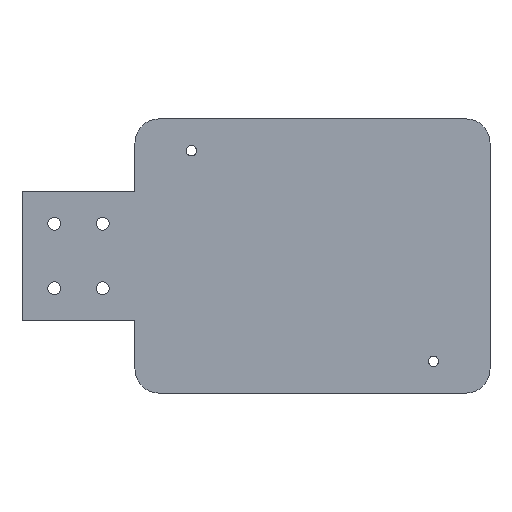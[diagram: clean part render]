
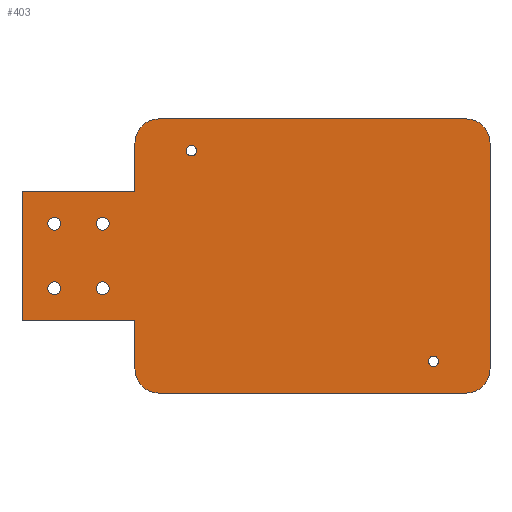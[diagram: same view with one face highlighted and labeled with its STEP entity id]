
A CAD part, top view. The second image highlights one B-rep face of the part: STEP entity #403.
In plain terms, the highlighted planar face has unit normal (0, 0, 1).
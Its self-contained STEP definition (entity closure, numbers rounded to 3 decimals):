
#15=FACE_BOUND('',#76,.T.);
#16=FACE_BOUND('',#77,.T.);
#17=FACE_BOUND('',#78,.T.);
#18=FACE_BOUND('',#79,.T.);
#19=FACE_BOUND('',#80,.T.);
#20=FACE_BOUND('',#81,.T.);
#35=PLANE('',#457);
#55=FACE_OUTER_BOUND('',#75,.T.);
#75=EDGE_LOOP('',(#339,#340,#341,#342,#343,#344,#345,#346,#347,#348,#349,
#350));
#76=EDGE_LOOP('',(#351));
#77=EDGE_LOOP('',(#352));
#78=EDGE_LOOP('',(#353));
#79=EDGE_LOOP('',(#354));
#80=EDGE_LOOP('',(#355));
#81=EDGE_LOOP('',(#356));
#97=LINE('',#619,#131);
#100=LINE('',#625,#134);
#103=LINE('',#631,#137);
#106=LINE('',#637,#140);
#110=LINE('',#649,#144);
#114=LINE('',#661,#148);
#118=LINE('',#673,#152);
#122=LINE('',#683,#156);
#131=VECTOR('',#507,10.);
#134=VECTOR('',#512,10.);
#137=VECTOR('',#517,10.);
#140=VECTOR('',#522,10.);
#144=VECTOR('',#534,10.);
#148=VECTOR('',#546,10.);
#152=VECTOR('',#558,10.);
#156=VECTOR('',#570,10.);
#158=CIRCLE('',#421,4.);
#160=CIRCLE('',#424,4.);
#162=CIRCLE('',#427,4.);
#164=CIRCLE('',#430,4.);
#165=CIRCLE('',#432,3.162);
#167=CIRCLE('',#435,3.202);
#170=CIRCLE('',#443,15.);
#172=CIRCLE('',#447,15.);
#174=CIRCLE('',#451,15.);
#176=CIRCLE('',#455,15.);
#178=VERTEX_POINT('',#579);
#180=VERTEX_POINT('',#585);
#182=VERTEX_POINT('',#591);
#184=VERTEX_POINT('',#597);
#185=VERTEX_POINT('',#601);
#187=VERTEX_POINT('',#607);
#191=VERTEX_POINT('',#616);
#192=VERTEX_POINT('',#618);
#194=VERTEX_POINT('',#624);
#196=VERTEX_POINT('',#630);
#198=VERTEX_POINT('',#636);
#200=VERTEX_POINT('',#642);
#202=VERTEX_POINT('',#648);
#204=VERTEX_POINT('',#654);
#206=VERTEX_POINT('',#660);
#208=VERTEX_POINT('',#666);
#210=VERTEX_POINT('',#672);
#212=VERTEX_POINT('',#678);
#215=EDGE_CURVE('',#178,#178,#158,.T.);
#218=EDGE_CURVE('',#180,#180,#160,.T.);
#221=EDGE_CURVE('',#182,#182,#162,.T.);
#224=EDGE_CURVE('',#184,#184,#164,.T.);
#225=EDGE_CURVE('',#185,#185,#165,.T.);
#228=EDGE_CURVE('',#187,#187,#167,.T.);
#233=EDGE_CURVE('',#192,#191,#97,.T.);
#236=EDGE_CURVE('',#194,#192,#100,.T.);
#239=EDGE_CURVE('',#196,#194,#103,.T.);
#242=EDGE_CURVE('',#198,#196,#106,.T.);
#245=EDGE_CURVE('',#200,#198,#170,.T.);
#248=EDGE_CURVE('',#202,#200,#110,.T.);
#251=EDGE_CURVE('',#204,#202,#172,.T.);
#254=EDGE_CURVE('',#206,#204,#114,.T.);
#257=EDGE_CURVE('',#208,#206,#174,.T.);
#260=EDGE_CURVE('',#210,#208,#118,.T.);
#263=EDGE_CURVE('',#212,#210,#176,.T.);
#266=EDGE_CURVE('',#191,#212,#122,.T.);
#339=ORIENTED_EDGE('',*,*,#266,.T.);
#340=ORIENTED_EDGE('',*,*,#263,.T.);
#341=ORIENTED_EDGE('',*,*,#260,.T.);
#342=ORIENTED_EDGE('',*,*,#257,.T.);
#343=ORIENTED_EDGE('',*,*,#254,.T.);
#344=ORIENTED_EDGE('',*,*,#251,.T.);
#345=ORIENTED_EDGE('',*,*,#248,.T.);
#346=ORIENTED_EDGE('',*,*,#245,.T.);
#347=ORIENTED_EDGE('',*,*,#242,.T.);
#348=ORIENTED_EDGE('',*,*,#239,.T.);
#349=ORIENTED_EDGE('',*,*,#236,.T.);
#350=ORIENTED_EDGE('',*,*,#233,.T.);
#351=ORIENTED_EDGE('',*,*,#215,.T.);
#352=ORIENTED_EDGE('',*,*,#218,.T.);
#353=ORIENTED_EDGE('',*,*,#221,.T.);
#354=ORIENTED_EDGE('',*,*,#224,.T.);
#355=ORIENTED_EDGE('',*,*,#228,.T.);
#356=ORIENTED_EDGE('',*,*,#225,.T.);
#403=ADVANCED_FACE('',(#55,#15,#16,#17,#18,#19,#20),#35,.T.);
#421=AXIS2_PLACEMENT_3D('',#581,#466,#467);
#424=AXIS2_PLACEMENT_3D('',#587,#473,#474);
#427=AXIS2_PLACEMENT_3D('',#593,#480,#481);
#430=AXIS2_PLACEMENT_3D('',#599,#487,#488);
#432=AXIS2_PLACEMENT_3D('',#602,#491,#492);
#435=AXIS2_PLACEMENT_3D('',#608,#498,#499);
#443=AXIS2_PLACEMENT_3D('',#643,#528,#529);
#447=AXIS2_PLACEMENT_3D('',#655,#540,#541);
#451=AXIS2_PLACEMENT_3D('',#667,#552,#553);
#455=AXIS2_PLACEMENT_3D('',#679,#564,#565);
#457=AXIS2_PLACEMENT_3D('',#684,#571,#572);
#466=DIRECTION('center_axis',(0.,0.,-1.));
#467=DIRECTION('ref_axis',(1.,0.,0.));
#473=DIRECTION('center_axis',(0.,0.,-1.));
#474=DIRECTION('ref_axis',(1.,0.,0.));
#480=DIRECTION('center_axis',(0.,0.,-1.));
#481=DIRECTION('ref_axis',(1.,0.,0.));
#487=DIRECTION('center_axis',(0.,0.,-1.));
#488=DIRECTION('ref_axis',(1.,0.,0.));
#491=DIRECTION('center_axis',(0.,0.,-1.));
#492=DIRECTION('ref_axis',(1.,0.,0.));
#498=DIRECTION('center_axis',(0.,0.,-1.));
#499=DIRECTION('ref_axis',(1.,0.,0.));
#507=DIRECTION('',(1.,0.,0.));
#512=DIRECTION('',(0.,-1.,0.));
#517=DIRECTION('',(-1.,0.,0.));
#522=DIRECTION('',(0.,-1.,0.));
#528=DIRECTION('center_axis',(0.,0.,1.));
#529=DIRECTION('ref_axis',(0.,1.,0.));
#534=DIRECTION('',(-1.,0.,0.));
#540=DIRECTION('center_axis',(0.,0.,1.));
#541=DIRECTION('ref_axis',(1.,0.,0.));
#546=DIRECTION('',(0.,1.,0.));
#552=DIRECTION('center_axis',(0.,0.,1.));
#553=DIRECTION('ref_axis',(0.,-1.,0.));
#558=DIRECTION('',(1.,0.,0.));
#564=DIRECTION('center_axis',(0.,0.,1.));
#565=DIRECTION('ref_axis',(-1.,0.,0.));
#570=DIRECTION('',(0.,-1.,0.));
#571=DIRECTION('center_axis',(0.,0.,1.));
#572=DIRECTION('ref_axis',(1.,0.,0.));
#579=CARTESIAN_POINT('',(-124.,-25.75,3.));
#581=CARTESIAN_POINT('Origin',(-120.,-25.75,3.));
#585=CARTESIAN_POINT('',(-154.,14.25,3.));
#587=CARTESIAN_POINT('Origin',(-150.,14.25,3.));
#591=CARTESIAN_POINT('',(-154.,-25.75,3.));
#593=CARTESIAN_POINT('Origin',(-150.,-25.75,3.));
#597=CARTESIAN_POINT('',(-124.,14.25,3.));
#599=CARTESIAN_POINT('Origin',(-120.,14.25,3.));
#601=CARTESIAN_POINT('',(81.838,-71.,3.));
#602=CARTESIAN_POINT('Origin',(85.,-71.,3.));
#607=CARTESIAN_POINT('',(-68.202,59.5,3.));
#608=CARTESIAN_POINT('Origin',(-65.,59.5,3.));
#616=CARTESIAN_POINT('',(-100.,-45.75,3.));
#618=CARTESIAN_POINT('',(-170.,-45.75,3.));
#619=CARTESIAN_POINT('',(-100.,-45.75,3.));
#624=CARTESIAN_POINT('',(-170.,34.25,3.));
#625=CARTESIAN_POINT('',(-170.,-45.75,3.));
#630=CARTESIAN_POINT('',(-100.,34.25,3.));
#631=CARTESIAN_POINT('',(-170.,34.25,3.));
#636=CARTESIAN_POINT('',(-100.,64.25,3.));
#637=CARTESIAN_POINT('',(-100.,-75.75,3.));
#642=CARTESIAN_POINT('',(-85.,79.25,3.));
#643=CARTESIAN_POINT('Origin',(-85.,64.25,3.));
#648=CARTESIAN_POINT('',(105.,79.25,3.));
#649=CARTESIAN_POINT('',(-85.,79.25,3.));
#654=CARTESIAN_POINT('',(120.,64.25,3.));
#655=CARTESIAN_POINT('Origin',(105.,64.25,3.));
#660=CARTESIAN_POINT('',(120.,-75.75,3.));
#661=CARTESIAN_POINT('',(120.,64.25,3.));
#666=CARTESIAN_POINT('',(105.,-90.75,3.));
#667=CARTESIAN_POINT('Origin',(105.,-75.75,3.));
#672=CARTESIAN_POINT('',(-85.,-90.75,3.));
#673=CARTESIAN_POINT('',(105.,-90.75,3.));
#678=CARTESIAN_POINT('',(-100.,-75.75,3.));
#679=CARTESIAN_POINT('Origin',(-85.,-75.75,3.));
#683=CARTESIAN_POINT('',(-100.,-75.75,3.));
#684=CARTESIAN_POINT('Origin',(-25.,-5.75,3.));
